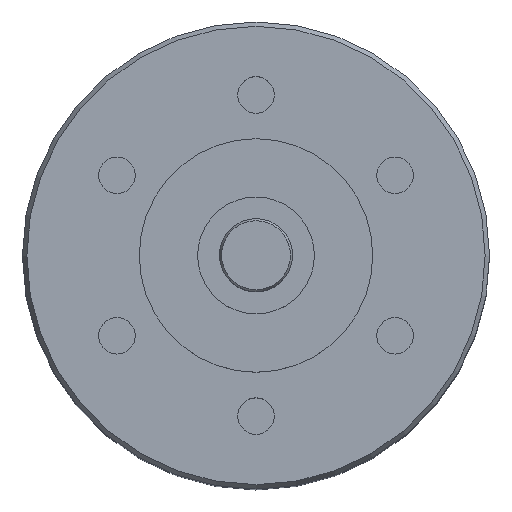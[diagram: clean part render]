
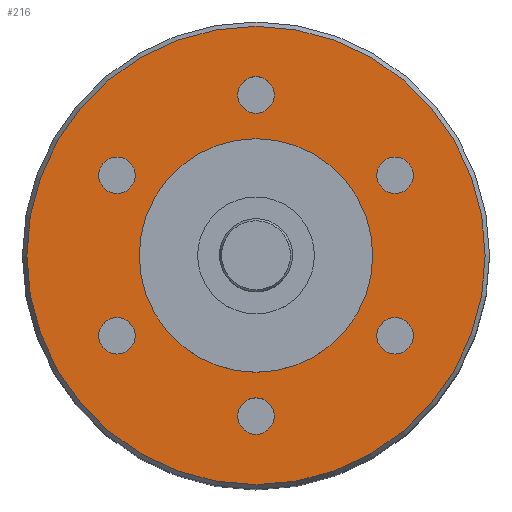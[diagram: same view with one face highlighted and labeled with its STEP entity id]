
A CAD part, top view. The second image highlights one B-rep face of the part: STEP entity #216.
In plain terms, the highlighted planar face has unit normal (0, 0, 1).
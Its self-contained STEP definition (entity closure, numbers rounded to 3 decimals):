
#216=ADVANCED_FACE('',(#599,#600,#601,#602,#603,#604,#605,#606),#335,.T.);
#335=PLANE('',#1969);
#599=FACE_BOUND('',#733,.T.);
#600=FACE_BOUND('',#734,.T.);
#601=FACE_BOUND('',#735,.T.);
#602=FACE_BOUND('',#736,.T.);
#603=FACE_BOUND('',#737,.T.);
#604=FACE_BOUND('',#738,.T.);
#605=FACE_BOUND('',#739,.T.);
#606=FACE_BOUND('',#740,.T.);
#733=EDGE_LOOP('',(#1036));
#734=EDGE_LOOP('',(#1037));
#735=EDGE_LOOP('',(#1038));
#736=EDGE_LOOP('',(#1039));
#737=EDGE_LOOP('',(#1040));
#738=EDGE_LOOP('',(#1041));
#739=EDGE_LOOP('',(#1042));
#740=EDGE_LOOP('',(#1043));
#1036=ORIENTED_EDGE('',*,*,#1665,.T.);
#1037=ORIENTED_EDGE('',*,*,#1666,.T.);
#1038=ORIENTED_EDGE('',*,*,#1667,.T.);
#1039=ORIENTED_EDGE('',*,*,#1668,.T.);
#1040=ORIENTED_EDGE('',*,*,#1669,.T.);
#1041=ORIENTED_EDGE('',*,*,#1670,.T.);
#1042=ORIENTED_EDGE('',*,*,#1671,.T.);
#1043=ORIENTED_EDGE('',*,*,#1672,.F.);
#1469=VERTEX_POINT('',#3026);
#1470=VERTEX_POINT('',#3028);
#1471=VERTEX_POINT('',#3030);
#1472=VERTEX_POINT('',#3032);
#1473=VERTEX_POINT('',#3034);
#1474=VERTEX_POINT('',#3036);
#1475=VERTEX_POINT('',#3038);
#1476=VERTEX_POINT('',#3040);
#1665=EDGE_CURVE('',#1469,#1469,#1823,.T.);
#1666=EDGE_CURVE('',#1470,#1470,#1824,.T.);
#1667=EDGE_CURVE('',#1471,#1471,#1825,.T.);
#1668=EDGE_CURVE('',#1472,#1472,#1826,.T.);
#1669=EDGE_CURVE('',#1473,#1473,#1827,.T.);
#1670=EDGE_CURVE('',#1474,#1474,#1828,.T.);
#1671=EDGE_CURVE('',#1475,#1475,#1829,.T.);
#1672=EDGE_CURVE('',#1476,#1476,#1830,.T.);
#1823=CIRCLE('',#1961,1.25);
#1824=CIRCLE('',#1962,1.25);
#1825=CIRCLE('',#1963,1.25);
#1826=CIRCLE('',#1964,1.25);
#1827=CIRCLE('',#1965,1.25);
#1828=CIRCLE('',#1966,1.25);
#1829=CIRCLE('',#1967,15.7);
#1830=CIRCLE('',#1968,8.);
#1961=AXIS2_PLACEMENT_3D('',#3025,#2346,#2347);
#1962=AXIS2_PLACEMENT_3D('',#3027,#2348,#2349);
#1963=AXIS2_PLACEMENT_3D('',#3029,#2350,#2351);
#1964=AXIS2_PLACEMENT_3D('',#3031,#2352,#2353);
#1965=AXIS2_PLACEMENT_3D('',#3033,#2354,#2355);
#1966=AXIS2_PLACEMENT_3D('',#3035,#2356,#2357);
#1967=AXIS2_PLACEMENT_3D('',#3037,#2358,#2359);
#1968=AXIS2_PLACEMENT_3D('',#3039,#2360,#2361);
#1969=AXIS2_PLACEMENT_3D('',#3041,#2362,#2363);
#2346=DIRECTION('',(0.,0.,-1.));
#2347=DIRECTION('',(-0.5,0.866,0.));
#2348=DIRECTION('',(0.,0.,-1.));
#2349=DIRECTION('',(0.5,0.866,0.));
#2350=DIRECTION('',(0.,0.,-1.));
#2351=DIRECTION('',(1.,0.,0.));
#2352=DIRECTION('',(0.,0.,-1.));
#2353=DIRECTION('',(0.5,-0.866,0.));
#2354=DIRECTION('',(0.,0.,-1.));
#2355=DIRECTION('',(-0.5,-0.866,0.));
#2356=DIRECTION('',(0.,0.,-1.));
#2357=DIRECTION('',(-1.,0.,0.));
#2358=DIRECTION('',(0.,0.,1.));
#2359=DIRECTION('',(1.,0.,0.));
#2360=DIRECTION('',(0.,0.,1.));
#2361=DIRECTION('',(1.,0.,0.));
#2362=DIRECTION('',(0.,0.,1.));
#2363=DIRECTION('',(1.,0.,0.));
#3025=CARTESIAN_POINT('',(9.526,5.5,0.));
#3026=CARTESIAN_POINT('',(8.901,6.583,0.));
#3027=CARTESIAN_POINT('',(9.526,-5.5,0.));
#3028=CARTESIAN_POINT('',(10.151,-4.417,0.));
#3029=CARTESIAN_POINT('',(0.,-11.,0.));
#3030=CARTESIAN_POINT('',(1.25,-11.,0.));
#3031=CARTESIAN_POINT('',(-9.526,-5.5,0.));
#3032=CARTESIAN_POINT('',(-8.901,-6.583,0.));
#3033=CARTESIAN_POINT('',(-9.526,5.5,0.));
#3034=CARTESIAN_POINT('',(-10.151,4.417,0.));
#3035=CARTESIAN_POINT('',(0.,11.,0.));
#3036=CARTESIAN_POINT('',(-1.25,11.,0.));
#3037=CARTESIAN_POINT('',(0.,0.,0.));
#3038=CARTESIAN_POINT('',(15.7,0.,0.));
#3039=CARTESIAN_POINT('',(0.,0.,0.));
#3040=CARTESIAN_POINT('',(8.,0.,0.));
#3041=CARTESIAN_POINT('',(0.,0.,0.));
